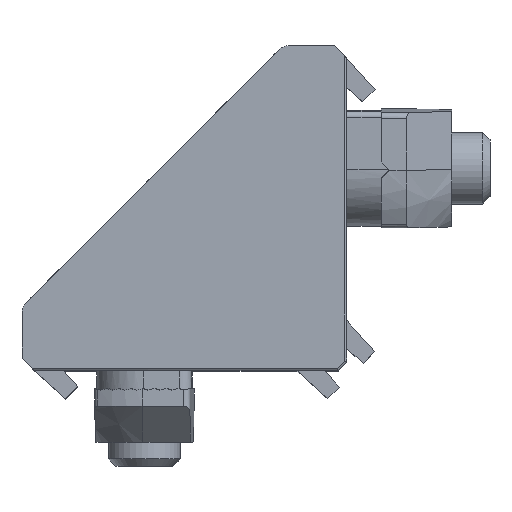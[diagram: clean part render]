
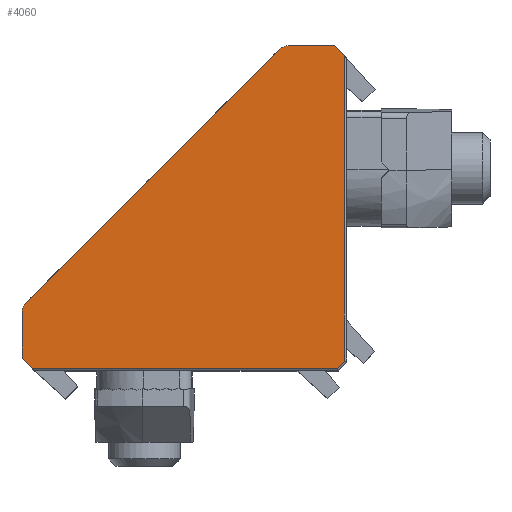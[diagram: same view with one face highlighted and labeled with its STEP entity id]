
A CAD part, top view. The second image highlights one B-rep face of the part: STEP entity #4060.
In plain terms, the highlighted planar face has unit normal (0.012, -0.012, 1).
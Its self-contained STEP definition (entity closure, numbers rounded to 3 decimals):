
#212=PLANE($,#4343);
#361=LINE($,#6032,#745);
#431=LINE($,#6237,#815);
#443=LINE($,#6311,#827);
#446=LINE($,#6318,#830);
#449=LINE($,#6330,#833);
#455=LINE($,#6346,#839);
#456=LINE($,#6348,#840);
#457=LINE($,#6349,#841);
#745=VECTOR($,#4742,1.187);
#815=VECTOR($,#4864,30.105);
#827=VECTOR($,#4880,1.187);
#830=VECTOR($,#4887,3.876);
#833=VECTOR($,#4904,3.876);
#839=VECTOR($,#4920,25.575);
#840=VECTOR($,#4921,0.834);
#841=VECTOR($,#4922,25.575);
#1260=FACE_OUTER_BOUND($,#1490,.T.);
#1490=EDGE_LOOP($,(#3026,#3027,#3028,#3029,#3030,#3031,#3032,#3033,#3034,
#3035));
#1733=CIRCLE($,#4334,1.);
#1735=CIRCLE($,#4337,1.);
#1890=VERTEX_POINT($,#6029);
#1891=VERTEX_POINT($,#6031);
#1971=VERTEX_POINT($,#6234);
#1972=VERTEX_POINT($,#6236);
#1983=VERTEX_POINT($,#6308);
#1984=VERTEX_POINT($,#6310);
#1986=VERTEX_POINT($,#6316);
#1988=VERTEX_POINT($,#6325);
#1993=VERTEX_POINT($,#6345);
#1994=VERTEX_POINT($,#6347);
#2279=EDGE_CURVE($,#1891,#1890,#361,.T.);
#2371=EDGE_CURVE($,#1972,#1971,#431,.T.);
#2388=EDGE_CURVE($,#1984,#1983,#443,.T.);
#2392=EDGE_CURVE($,#1983,#1986,#446,.T.);
#2394=EDGE_CURVE($,#1986,#1972,#1733,.T.);
#2397=EDGE_CURVE($,#1971,#1988,#1735,.T.);
#2399=EDGE_CURVE($,#1988,#1891,#449,.T.);
#2407=EDGE_CURVE($,#1890,#1993,#455,.T.);
#2408=EDGE_CURVE($,#1993,#1994,#456,.T.);
#2409=EDGE_CURVE($,#1994,#1984,#457,.T.);
#3026=ORIENTED_EDGE($,*,*,#2279,.T.);
#3027=ORIENTED_EDGE($,*,*,#2407,.T.);
#3028=ORIENTED_EDGE($,*,*,#2408,.T.);
#3029=ORIENTED_EDGE($,*,*,#2409,.T.);
#3030=ORIENTED_EDGE($,*,*,#2388,.T.);
#3031=ORIENTED_EDGE($,*,*,#2392,.T.);
#3032=ORIENTED_EDGE($,*,*,#2394,.T.);
#3033=ORIENTED_EDGE($,*,*,#2371,.T.);
#3034=ORIENTED_EDGE($,*,*,#2397,.T.);
#3035=ORIENTED_EDGE($,*,*,#2399,.T.);
#4060=ADVANCED_FACE($,(#1260),#212,.T.);
#4334=AXIS2_PLACEMENT_3D($,#6321,#4892,#4893);
#4337=AXIS2_PLACEMENT_3D($,#6327,#4899,#4900);
#4343=AXIS2_PLACEMENT_3D($,#6344,#4918,#4919);
#4742=DIRECTION($,(0.707,-0.707,-0.017));
#4864=DIRECTION($,(-0.707,-0.707,0.));
#4880=DIRECTION($,(-0.707,0.707,0.017));
#4887=DIRECTION($,(-1.,0.,0.012));
#4892=DIRECTION('center_axis',(0.012,-0.012,1.));
#4893=DIRECTION('ref_axis',(-0.707,0.707,0.017));
#4899=DIRECTION('center_axis',(0.012,-0.012,1.));
#4900=DIRECTION('ref_axis',(-1.,0.,0.012));
#4904=DIRECTION($,(0.,-1.,-0.012));
#4918=DIRECTION('center_axis',(0.012,-0.012,1.));
#4919=DIRECTION('ref_axis',(1.,0.,-0.012));
#4920=DIRECTION($,(1.,0.,-0.012));
#4921=DIRECTION($,(0.707,0.707,0.));
#4922=DIRECTION($,(0.,1.,0.012));
#6029=CARTESIAN_POINT('',(-26.36,0.198,13.926));
#6031=CARTESIAN_POINT('',(-27.2,1.037,13.947));
#6032=CARTESIAN_POINT($,(-27.201,1.038,13.947));
#6234=CARTESIAN_POINT('',(-26.907,5.62,14.));
#6236=CARTESIAN_POINT('',(-5.62,26.907,14.));
#6237=CARTESIAN_POINT($,(-5.62,26.907,14.));
#6308=CARTESIAN_POINT('',(-1.037,27.2,13.947));
#6310=CARTESIAN_POINT('',(-0.198,26.36,13.926));
#6311=CARTESIAN_POINT($,(-1.038,27.201,13.947));
#6316=CARTESIAN_POINT('',(-4.913,27.2,13.995));
#6318=CARTESIAN_POINT($,(-1.038,27.2,13.947));
#6321=CARTESIAN_POINT('Origin',(-4.913,26.2,13.983));
#6325=CARTESIAN_POINT('',(-27.2,4.913,13.995));
#6327=CARTESIAN_POINT('Origin',(-26.2,4.913,13.983));
#6330=CARTESIAN_POINT($,(-27.2,4.913,13.995));
#6344=CARTESIAN_POINT('Origin',(-5.62,26.907,14.));
#6345=CARTESIAN_POINT('',(-0.787,0.198,13.611));
#6346=CARTESIAN_POINT($,(-0.707,0.198,13.61));
#6347=CARTESIAN_POINT('',(-0.198,0.787,13.611));
#6348=CARTESIAN_POINT($,(-0.139,0.846,13.611));
#6349=CARTESIAN_POINT($,(-0.198,26.163,13.924));
